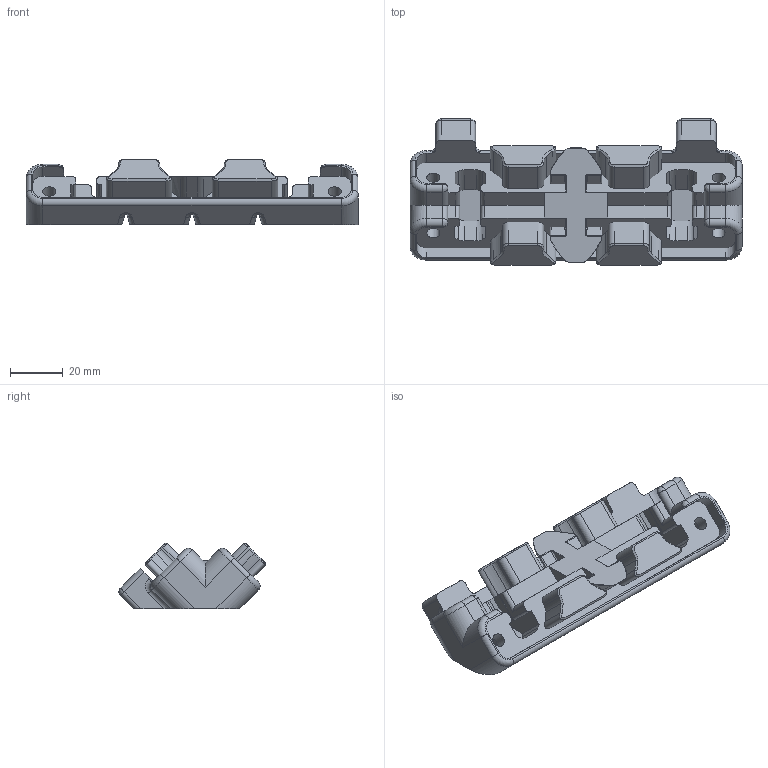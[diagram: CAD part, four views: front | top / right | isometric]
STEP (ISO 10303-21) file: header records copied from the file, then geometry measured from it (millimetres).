
FILE_DESCRIPTION(/* description */ (''),/* implementation_level */ '2;1');
FILE_NAME(/* name */ 'Lower_corner_joint_dewarp.step',/* time_stamp */ '2024-01-12T22:57:23+01:00',/* author */ (''),/* organization */ (''),/* preprocessor_version */ 'ST-DEVELOPER v20',/* originating_system */ 'Autodesk Translation Framework v12.14.0.127',/* authorisation */ '');
FILE_SCHEMA (('AUTOMOTIVE_DESIGN { 1 0 10303 214 3 1 1 }'));
Length unit declared in the file: millimetre
Products named in the file (1): Lower_corner_joint_dewarp
Bounding box: 125.62 x 55.35 x 24.72 mm (x, y, z)
Volume: 67385.2 mm3; surface area: 23216.2 mm2
Topology: 1 solids, 1 shells, 410 faces, 1046 edges, 644 vertices
Faces by surface type: cylinder 157, plane 147, bspline 66, cone 24, torus 12, sphere 4
Full cylindrical faces by diameter (mm): 5 x4, 9 x4
Entity records: 14418 total; most frequent: CARTESIAN_POINT 4585, ORIENTED_EDGE 2092, DIRECTION 1994, EDGE_CURVE 1046, AXIS2_PLACEMENT_3D 691, VERTEX_POINT 644, LINE 612, VECTOR 612
